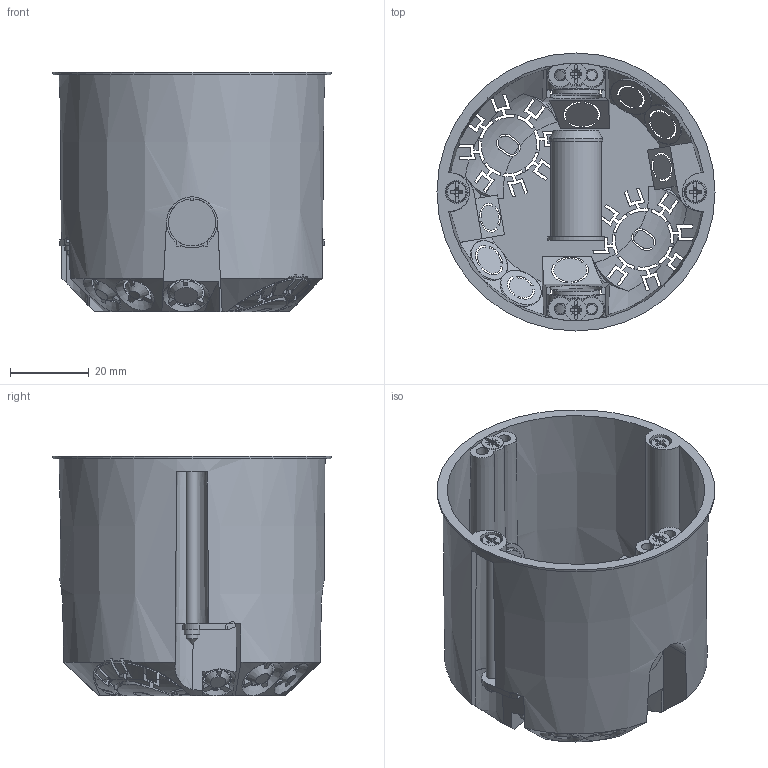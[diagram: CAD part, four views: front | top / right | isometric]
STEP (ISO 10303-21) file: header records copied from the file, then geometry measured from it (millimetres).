
FILE_DESCRIPTION (( 'STEP AP214' ), '1' );
FILE_NAME ('2003804.stp', '2022-09-15T13:06:32', ( '' ), ( '' ), 'SwSTEP 2.0', 'SolidWorks 2020', '' );
FILE_SCHEMA (( 'AUTOMOTIVE_DESIGN' ));
Length unit declared in the file: millimetre
Products named in the file (6): 130895_Standard; 129114_L15; 142012; 127652; 2003804; 129371_L45
Assembly tree (8 placements, depth 2):
  2003804
    127652
    130895_Standard  x2
    129371_L45  x2
    129114_L15  x2
    142012
Bounding box: 70.8 x 70.8 x 61 mm (x, y, z)
Volume: 22821.6 mm3; surface area: 40835.5 mm2
Topology: 8 solids, 8 shells, 954 faces, 2788 edges, 1797 vertices
Faces by surface type: plane 445, bspline 241, cone 110, cylinder 94, torus 64
Full cylindrical faces by diameter (mm): 2 x2, 2.3 x2, 2.68 x2, 2.8 x2, 3 x4, 3.9 x2, 5.5 x2, 5.8 x2, 11 x1, 12 x2, 12.9 x1, 13.6 x1, 14.5 x1
Entity records: 38550 total; most frequent: CARTESIAN_POINT 18797, ORIENTED_EDGE 5004, DIRECTION 2582, EDGE_CURVE 2502, VERTEX_POINT 1649, B_SPLINE_CURVE_WITH_KNOTS 1433, AXIS2_PLACEMENT_3D 963, EDGE_LOOP 957
